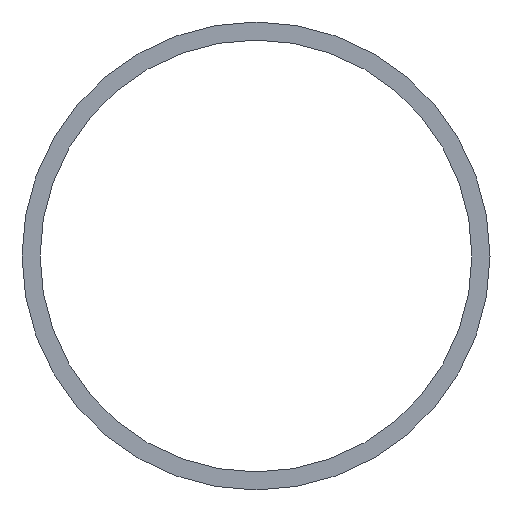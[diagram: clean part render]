
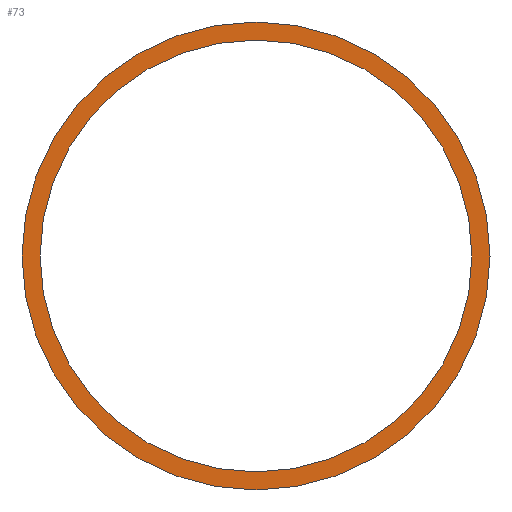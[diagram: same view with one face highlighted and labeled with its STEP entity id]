
A CAD part, left-side view. The second image highlights one B-rep face of the part: STEP entity #73.
In plain terms, the highlighted planar face has unit normal (-1, 0, 0).
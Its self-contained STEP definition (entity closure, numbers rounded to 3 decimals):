
#51 = EDGE_CURVE( '', #91, #97, #121, .T. );
#67 = EDGE_CURVE( '', #97, #91, #139, .T. );
#71 = VERTEX_POINT( '', #143 );
#73 = ADVANCED_FACE( '', ( #145, #146 ), #147, .F. );
#83 = EDGE_CURVE( '', #71, #93, #159, .T. );
#91 = VERTEX_POINT( '', #169 );
#93 = VERTEX_POINT( '', #171 );
#95 = EDGE_CURVE( '', #93, #71, #173, .T. );
#97 = VERTEX_POINT( '', #175 );
#121 = CIRCLE( '', #190, 70. );
#139 = CIRCLE( '', #213, 70. );
#143 = CARTESIAN_POINT( '', ( 0., 0., -64.6 ) );
#145 = FACE_OUTER_BOUND( '', #219, .T. );
#146 = FACE_BOUND( '', #220, .T. );
#147 = PLANE( '', #221 );
#159 = CIRCLE( '', #239, 64.6 );
#169 = CARTESIAN_POINT( '', ( 0., 0., 70. ) );
#171 = CARTESIAN_POINT( '', ( 0., 0., 64.6 ) );
#173 = CIRCLE( '', #254, 64.6 );
#175 = CARTESIAN_POINT( '', ( 0., 0., -70. ) );
#190 = AXIS2_PLACEMENT_3D( '', #266, #267, #268 );
#213 = AXIS2_PLACEMENT_3D( '', #292, #293, #294 );
#219 = EDGE_LOOP( '', ( #296, #297 ) );
#220 = EDGE_LOOP( '', ( #298, #299 ) );
#221 = AXIS2_PLACEMENT_3D( '', #300, #301, #302 );
#239 = AXIS2_PLACEMENT_3D( '', #316, #317, #318 );
#254 = AXIS2_PLACEMENT_3D( '', #335, #336, #337 );
#266 = CARTESIAN_POINT( '', ( 0., 0., 0. ) );
#267 = DIRECTION( '', ( 1., 0., 0. ) );
#268 = DIRECTION( '', ( 0., 0., -1. ) );
#292 = CARTESIAN_POINT( '', ( 0., 0., 0. ) );
#293 = DIRECTION( '', ( 1., 0., 0. ) );
#294 = DIRECTION( '', ( 0., 0., -1. ) );
#296 = ORIENTED_EDGE( '', *, *, #67, .F. );
#297 = ORIENTED_EDGE( '', *, *, #51, .F. );
#298 = ORIENTED_EDGE( '', *, *, #83, .T. );
#299 = ORIENTED_EDGE( '', *, *, #95, .T. );
#300 = CARTESIAN_POINT( '', ( 0., 0., 0. ) );
#301 = DIRECTION( '', ( 1., 0., 0. ) );
#302 = DIRECTION( '', ( 0., 0., -1. ) );
#316 = CARTESIAN_POINT( '', ( 0., 0., 0. ) );
#317 = DIRECTION( '', ( 1., 0., 0. ) );
#318 = DIRECTION( '', ( 0., 0., -1. ) );
#335 = CARTESIAN_POINT( '', ( 0., 0., 0. ) );
#336 = DIRECTION( '', ( 1., 0., 0. ) );
#337 = DIRECTION( '', ( 0., 0., -1. ) );
